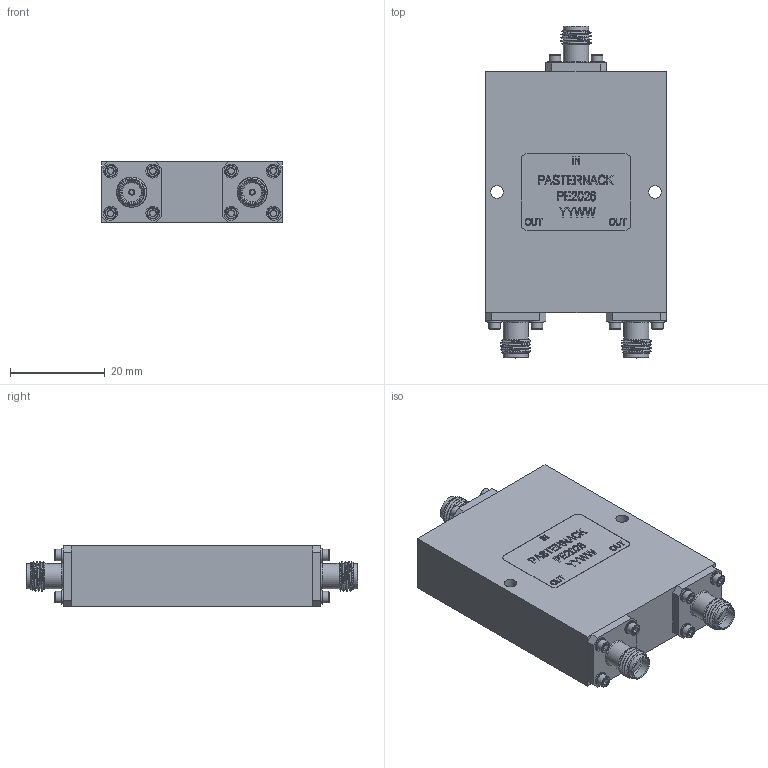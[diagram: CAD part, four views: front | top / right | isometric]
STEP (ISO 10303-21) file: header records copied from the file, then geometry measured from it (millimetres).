
FILE_DESCRIPTION (( 'STEP AP203' ), '1' );
FILE_NAME ('PE2026_3D.step', '2021-07-07T15:59:18', ( '' ), ( '' ), 'SwSTEP 2.0', 'SolidWorks 2020', '' );
FILE_SCHEMA (( 'CONFIG_CONTROL_DESIGN' ));
Length unit declared in the file: inch
Products named in the file (1): PE2026_3D
Bounding box: 38.1 x 69.95 x 12.75 mm (x, y, z)
Volume: 25781.1 mm3; surface area: 7937.2 mm2
Topology: 1 solids, 13 shells, 861 faces, 2029 edges, 1297 vertices
Faces by surface type: plane 459, bspline 157, cylinder 131, cone 111, torus 3
Full cylindrical faces by diameter (mm): 1.016 x3, 1.27 x8, 1.524 x36, 1.854 x15, 2.438 x12, 2.667 x2, 2.946 x12, 4.521 x3, 5.08 x3, 5.334 x6
Entity records: 40684 total; most frequent: CARTESIAN_POINT 23685, ORIENTED_EDGE 3536, DIRECTION 2964, EDGE_CURVE 1768, VERTEX_POINT 1184, EDGE_LOOP 1068, VECTOR 994, LINE 994
